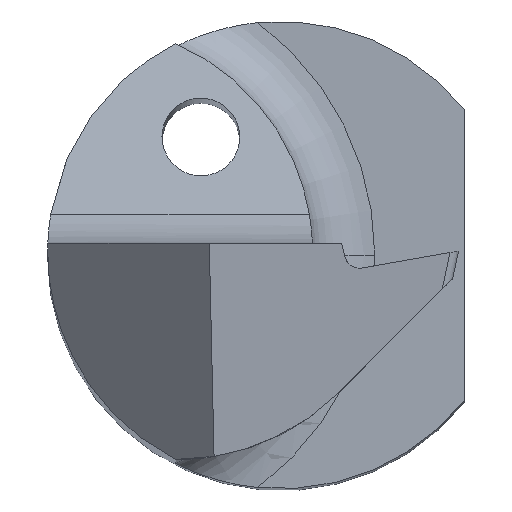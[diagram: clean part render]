
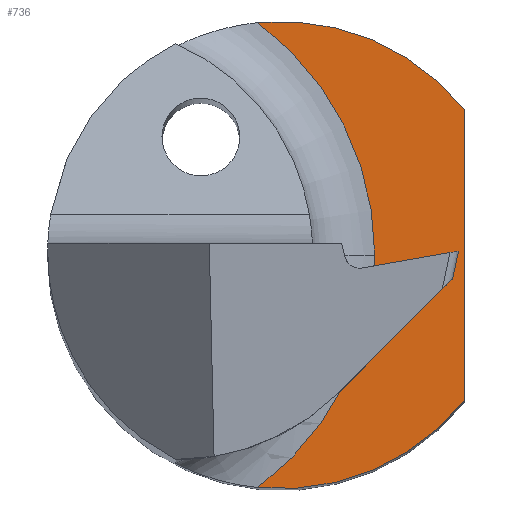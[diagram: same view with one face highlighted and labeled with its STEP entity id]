
A CAD part, top view. The second image highlights one B-rep face of the part: STEP entity #736.
In plain terms, the highlighted planar face has unit normal (0, 0, 1).
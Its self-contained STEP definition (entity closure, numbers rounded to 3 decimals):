
#9 = CIRCLE ( 'NONE', #574, 3. ) ;
#37 = AXIS2_PLACEMENT_3D ( 'NONE', #730, #538, #692 ) ;
#51 = VERTEX_POINT ( 'NONE', #175 ) ;
#99 = CARTESIAN_POINT ( 'NONE',  ( 2.35, 1.865, 15.005 ) ) ;
#117 = ORIENTED_EDGE ( 'NONE', *, *, #632, .T. ) ;
#164 = CARTESIAN_POINT ( 'NONE',  ( 1.2, 0., 15.005 ) ) ;
#170 = DIRECTION ( 'NONE',  ( 0., 0., -1. ) ) ;
#175 = CARTESIAN_POINT ( 'NONE',  ( -0.304, 2.985, 15.005 ) ) ;
#182 = DIRECTION ( 'NONE',  ( 1., 0., 0. ) ) ;
#201 = PLANE ( 'NONE',  #910 ) ;
#240 = DIRECTION ( 'NONE',  ( 0., 0., 1. ) ) ;
#263 = DIRECTION ( 'NONE',  ( 1., 0., 0. ) ) ;
#306 = LINE ( 'NONE', #440, #927 ) ;
#308 = EDGE_CURVE ( 'NONE', #51, #430, #840, .T. ) ;
#336 = VERTEX_POINT ( 'NONE', #670 ) ;
#361 = DIRECTION ( 'NONE',  ( 0., 0., 1. ) ) ;
#414 = ORIENTED_EDGE ( 'NONE', *, *, #529, .T. ) ;
#423 = CIRCLE ( 'NONE', #489, 3. ) ;
#430 = VERTEX_POINT ( 'NONE', #164 ) ;
#435 = CARTESIAN_POINT ( 'NONE',  ( 0., 0., 15.005 ) ) ;
#440 = CARTESIAN_POINT ( 'NONE',  ( 2.35, 1.865, 15.005 ) ) ;
#465 = DIRECTION ( 'NONE',  ( 0., 1., 0. ) ) ;
#489 = AXIS2_PLACEMENT_3D ( 'NONE', #913, #240, #825 ) ;
#507 = DIRECTION ( 'NONE',  ( 0., 0., 1. ) ) ;
#529 = EDGE_CURVE ( 'NONE', #608, #51, #423, .T. ) ;
#538 = DIRECTION ( 'NONE',  ( 0., 0., -1. ) ) ;
#574 = AXIS2_PLACEMENT_3D ( 'NONE', #435, #361, #263 ) ;
#575 = FACE_OUTER_BOUND ( 'NONE', #835, .T. ) ;
#602 = ORIENTED_EDGE ( 'NONE', *, *, #308, .T. ) ;
#608 = VERTEX_POINT ( 'NONE', #99 ) ;
#632 = EDGE_CURVE ( 'NONE', #430, #872, #957, .T. ) ;
#664 = AXIS2_PLACEMENT_3D ( 'NONE', #939, #170, #182 ) ;
#670 = CARTESIAN_POINT ( 'NONE',  ( 2.35, -1.865, 15.005 ) ) ;
#692 = DIRECTION ( 'NONE',  ( 1., 0., 0. ) ) ;
#730 = CARTESIAN_POINT ( 'NONE',  ( -2.514, 0., 15.005 ) ) ;
#736 = ADVANCED_FACE ( 'NONE', ( #575 ), #201, .T. ) ;
#787 = ORIENTED_EDGE ( 'NONE', *, *, #803, .T. ) ;
#803 = EDGE_CURVE ( 'NONE', #872, #336, #9, .T. ) ;
#825 = DIRECTION ( 'NONE',  ( 1., 0., 0. ) ) ;
#835 = EDGE_LOOP ( 'NONE', ( #414, #602, #117, #787, #897 ) ) ;
#840 = CIRCLE ( 'NONE', #37, 3.714 ) ;
#842 = EDGE_CURVE ( 'NONE', #336, #608, #306, .T. ) ;
#843 = CARTESIAN_POINT ( 'NONE',  ( -0.304, -2.985, 15.005 ) ) ;
#872 = VERTEX_POINT ( 'NONE', #843 ) ;
#881 = DIRECTION ( 'NONE',  ( 1., 0., 0. ) ) ;
#897 = ORIENTED_EDGE ( 'NONE', *, *, #842, .T. ) ;
#910 = AXIS2_PLACEMENT_3D ( 'NONE', #959, #507, #881 ) ;
#913 = CARTESIAN_POINT ( 'NONE',  ( 0., 0., 15.005 ) ) ;
#927 = VECTOR ( 'NONE', #465, 1000. ) ;
#939 = CARTESIAN_POINT ( 'NONE',  ( -2.514, 0., 15.005 ) ) ;
#957 = CIRCLE ( 'NONE', #664, 3.714 ) ;
#959 = CARTESIAN_POINT ( 'NONE',  ( -0.402, -0.122, 15.005 ) ) ;
